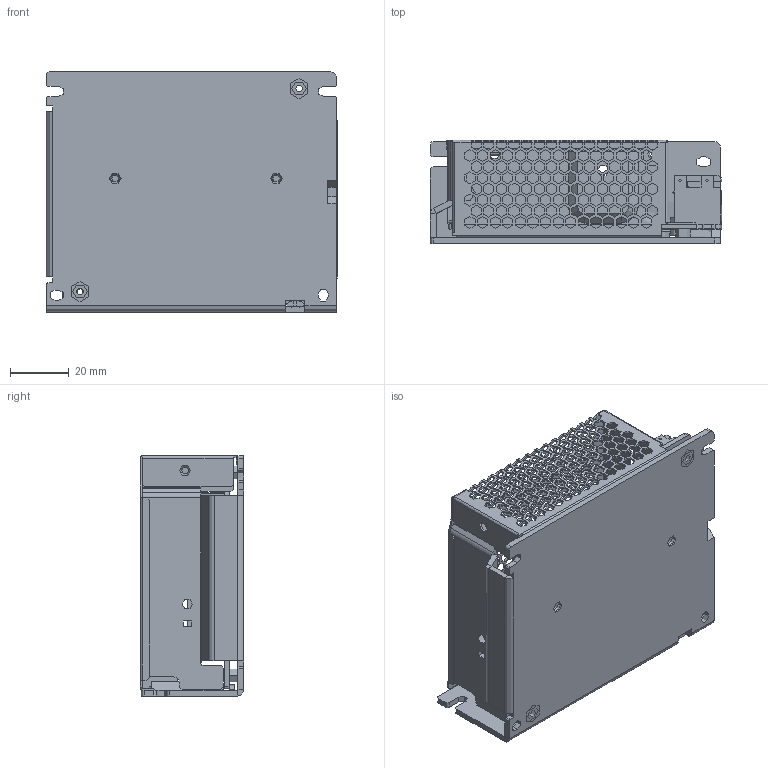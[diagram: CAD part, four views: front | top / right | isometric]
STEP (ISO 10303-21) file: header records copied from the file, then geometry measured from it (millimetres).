
FILE_DESCRIPTION((''),'2;1');
FILE_NAME('130100128327_ASM','2020-11-27T',('xueshaodan'),(''),'PRO/ENGINEER BY PARAMETRIC TECHNOLOGY CORPORATION, 2010480','PRO/ENGINEER BY PARAMETRIC TECHNOLOGY CORPORATION, 2010480','');
FILE_SCHEMA(('AUTOMOTIVE_DESIGN_CC2 { 1 2 10303 214 -1 1 5 2 }'));
Products named in the file (7): 130100128327; 130102000332; 130100040727; TXM_050-PCB; TXM_050-PCB-ASM_ASM; CON-5A; 130100128327_ASM
Assembly tree (7 placements, depth 3):
  130100128327_ASM
    130100128327
    130102000332  x2
    130100040727
    TXM_050-PCB-ASM_ASM
      TXM_050-PCB
    CON-5A
Bounding box: 99.43 x 35.3 x 82 mm (x, y, z)
Volume: 50447.3 mm3
Topology: 8 solids, 12 shells, 3485 faces, 10083 edges, 6602 vertices
Faces by surface type: plane 3207, cylinder 210, bspline 30, cone 24, torus 14
Entity records: 145216 total; most frequent: CARTESIAN_POINT 21063, ORIENTED_EDGE 20114, DIRECTION 17391, PRESENTATION_STYLE_ASSIGNMENT 10064, EDGE_CURVE 10057, STYLED_ITEM 10027, CURVE_STYLE 10023, VECTOR 9507
